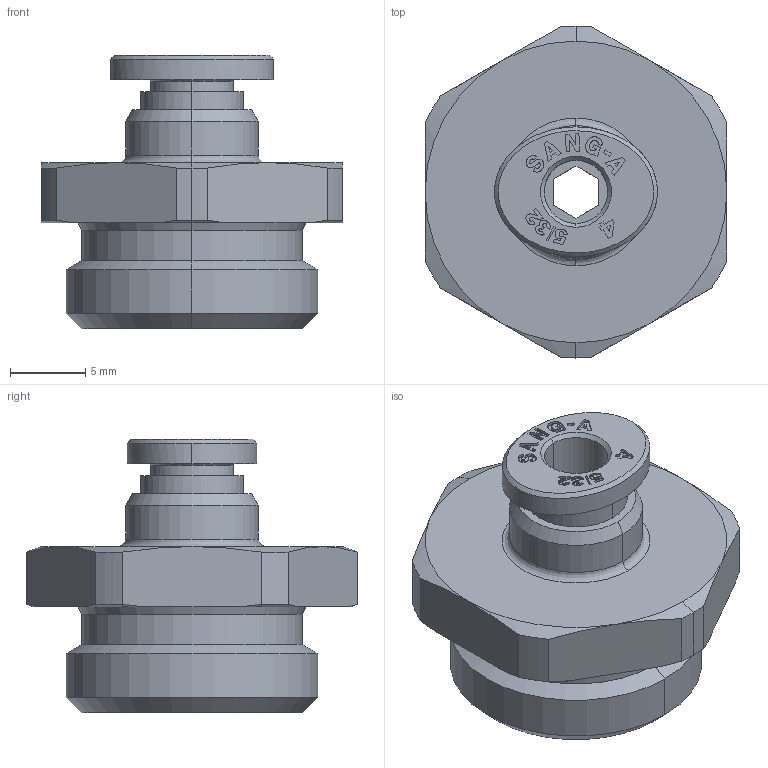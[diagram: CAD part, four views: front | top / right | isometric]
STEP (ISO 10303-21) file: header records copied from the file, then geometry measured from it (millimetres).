
FILE_DESCRIPTION((''),'2;1');
FILE_NAME('GPC 04G03(3D).stp','2012-12-20T14:20:05',(''),(''),'Mechanical Desktop.R8.0.24.0','Mechanical Desktop.R8.0.24.0',', , ');
FILE_SCHEMA(('CONFIG_CONTROL_DESIGN'));
Length unit declared in the file: millimetre
Products named in the file (2): GPC 04G03(3D); ºÎÇ°1
Assembly tree (1 placements, depth 2):
  GPC 04G03(3D)
    ºÎÇ°1
Bounding box: 20 x 22 x 18.1 mm (x, y, z)
Volume: 2794.1 mm3; surface area: 1884.7 mm2
Topology: 1 solids, 1 shells, 438 faces, 1218 edges, 803 vertices
Faces by surface type: plane 347, cone 32, bspline 31, cylinder 28
Entity records: 14575 total; most frequent: CARTESIAN_POINT 3313, ORIENTED_EDGE 2436, DIRECTION 2148, EDGE_CURVE 1218, VECTOR 1036, LINE 1036, VERTEX_POINT 803, AXIS2_PLACEMENT_3D 556
